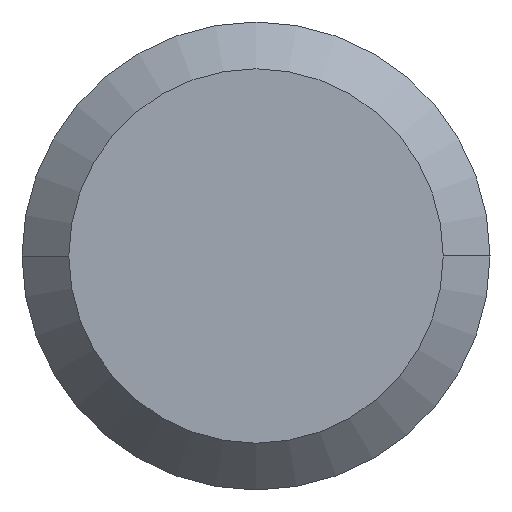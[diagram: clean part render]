
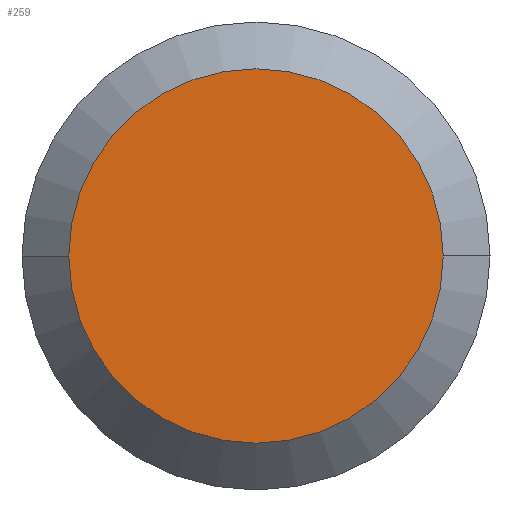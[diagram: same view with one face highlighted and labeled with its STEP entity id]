
A CAD part, left-side view. The second image highlights one B-rep face of the part: STEP entity #259.
In plain terms, the highlighted planar face has unit normal (-1, 0, 0).
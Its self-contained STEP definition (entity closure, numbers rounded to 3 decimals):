
#2 = DIRECTION ( 'NONE',  ( -1., 0., 0. ) ) ;
#40 = CARTESIAN_POINT ( 'NONE',  ( 0., 0., 0. ) ) ;
#53 = VERTEX_POINT ( 'NONE', #332 ) ;
#71 = CIRCLE ( 'NONE', #76, 1.2 ) ;
#76 = AXIS2_PLACEMENT_3D ( 'NONE', #364, #201, #302 ) ;
#115 = DIRECTION ( 'NONE',  ( 1., 0., 0. ) ) ;
#131 = EDGE_CURVE ( 'NONE', #53, #377, #293, .T. ) ;
#143 = DIRECTION ( 'NONE',  ( 0., 1., 0. ) ) ;
#168 = CARTESIAN_POINT ( 'NONE',  ( 0., 0., 0. ) ) ;
#201 = DIRECTION ( 'NONE',  ( 1., 0., 0. ) ) ;
#211 = ORIENTED_EDGE ( 'NONE', *, *, #224, .F. ) ;
#224 = EDGE_CURVE ( 'NONE', #377, #53, #71, .T. ) ;
#234 = DIRECTION ( 'NONE',  ( 0., -1., 0. ) ) ;
#259 = ADVANCED_FACE ( 'NONE', ( #267 ), #307, .T. ) ;
#267 = FACE_OUTER_BOUND ( 'NONE', #343, .T. ) ;
#269 = AXIS2_PLACEMENT_3D ( 'NONE', #40, #115, #143 ) ;
#292 = CARTESIAN_POINT ( 'NONE',  ( 0., 1.2, 0. ) ) ;
#293 = CIRCLE ( 'NONE', #269, 1.2 ) ;
#302 = DIRECTION ( 'NONE',  ( 0., 1., 0. ) ) ;
#307 = PLANE ( 'NONE',  #355 ) ;
#327 = ORIENTED_EDGE ( 'NONE', *, *, #131, .F. ) ;
#332 = CARTESIAN_POINT ( 'NONE',  ( 0., -1.2, 0. ) ) ;
#343 = EDGE_LOOP ( 'NONE', ( #211, #327 ) ) ;
#355 = AXIS2_PLACEMENT_3D ( 'NONE', #168, #2, #234 ) ;
#364 = CARTESIAN_POINT ( 'NONE',  ( 0., 0., 0. ) ) ;
#377 = VERTEX_POINT ( 'NONE', #292 ) ;
